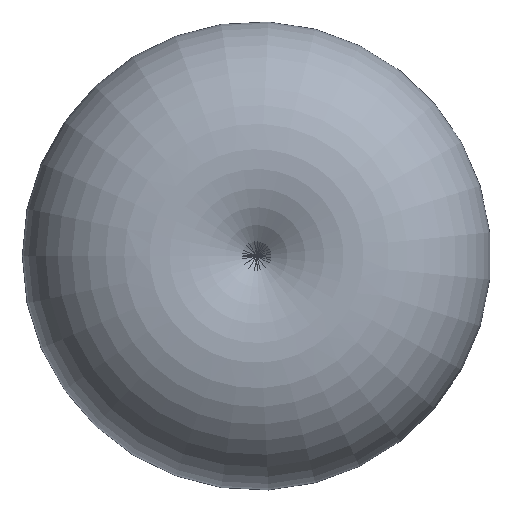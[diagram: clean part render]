
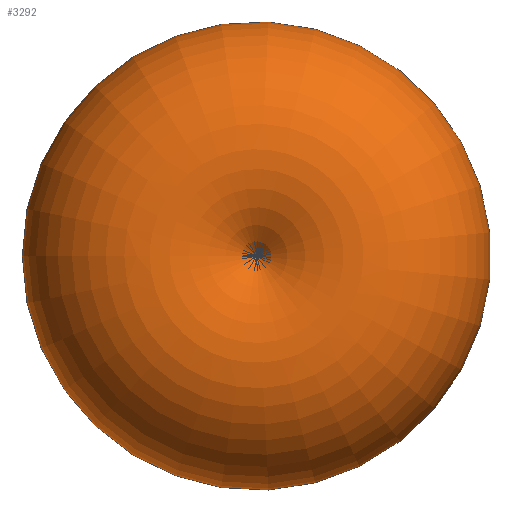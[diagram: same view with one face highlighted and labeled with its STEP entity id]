
A CAD part, left-side view. The second image highlights one B-rep face of the part: STEP entity #3292.
In plain terms, the highlighted toroidal (fillet/blend) face has major radius 103.415 mm and minor radius 143.514 mm.
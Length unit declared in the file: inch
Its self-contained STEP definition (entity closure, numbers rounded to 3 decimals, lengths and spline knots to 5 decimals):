
#791=DEGENERATE_TOROIDAL_SURFACE('',#3575,4.07144,5.65018,
 .F.);
#1245=CIRCLE('',#3571,5.65018);
#1246=CIRCLE('',#3573,5.65018);
#1331=B_SPLINE_CURVE_WITH_KNOTS('',3,(#6469,#6470,#6471,#6472,#6473,#6474,
#6475,#6476,#6477,#6478,#6479,#6480),.UNSPECIFIED.,.F.,.U.,(4,2,2,2,2,4),
(-11.51092,-10.40819,-8.64383,-6.28725,
-3.37016,0.),.UNSPECIFIED.);
#1336=B_SPLINE_CURVE_WITH_KNOTS('',3,(#6721,#6722,#6723,#6724,#6725,#6726,
#6727,#6728,#6729,#6730,#6731,#6732),.UNSPECIFIED.,.F.,.U.,(4,2,2,2,2,4),
(0.,1.10273,2.86709,5.22367,8.14076,
11.51092),.UNSPECIFIED.);
#1405=VERTEX_POINT('',#5300);
#1461=VERTEX_POINT('',#6287);
#1463=VERTEX_POINT('',#6368);
#1467=VERTEX_POINT('',#6455);
#1773=EDGE_CURVE('',#1463,#1467,#1331,.T.);
#1791=EDGE_CURVE('',#1461,#1405,#1336,.F.);
#1925=EDGE_CURVE('',#1467,#1461,#1245,.T.);
#1926=EDGE_CURVE('',#1405,#1463,#1246,.T.);
#2568=ORIENTED_EDGE('',*,*,#1773,.F.);
#2569=ORIENTED_EDGE('',*,*,#1926,.F.);
#2570=ORIENTED_EDGE('',*,*,#1791,.F.);
#2571=ORIENTED_EDGE('',*,*,#1925,.F.);
#2856=EDGE_LOOP('',(#2568,#2569,#2570,#2571));
#3075=FACE_BOUND('',#2856,.T.);
#3292=ADVANCED_FACE('',(#3075),#791,.T.);
#3571=AXIS2_PLACEMENT_3D('',#7527,#4162,#4163);
#3573=AXIS2_PLACEMENT_3D('',#7529,#4166,#4167);
#3575=AXIS2_PLACEMENT_3D('',#7533,#4171,$);
#4162=DIRECTION('',(0.,0.,-1.));
#4163=DIRECTION('',(-5.65,0.,0.));
#4166=DIRECTION('',(0.,0.,-1.));
#4167=DIRECTION('',(5.65,0.,0.));
#4171=DIRECTION('',(-1.,0.,0.));
#5300=CARTESIAN_POINT('',(0.71445,-1.53339,1.68898));
#6287=CARTESIAN_POINT('',(0.71445,1.53339,1.68898));
#6368=CARTESIAN_POINT('',(-0.71445,-1.53339,1.68898));
#6455=CARTESIAN_POINT('',(-0.71445,1.53339,1.68898));
#6469=CARTESIAN_POINT('',(-0.71445,-1.53339,1.68898));
#6470=CARTESIAN_POINT('',(-0.69809,-1.53547,1.84273));
#6471=CARTESIAN_POINT('',(-0.68145,-1.51387,1.99907));
#6472=CARTESIAN_POINT('',(-0.64038,-1.39859,2.38491));
#6473=CARTESIAN_POINT('',(-0.61689,-1.26809,2.6054));
#6474=CARTESIAN_POINT('',(-0.57309,-0.86443,3.01668));
#6475=CARTESIAN_POINT('',(-0.55605,-0.55196,3.17662));
#6476=CARTESIAN_POINT('',(-0.54456,0.18635,3.2845));
#6477=CARTESIAN_POINT('',(-0.55662,0.61476,3.17132));
#6478=CARTESIAN_POINT('',(-0.61433,1.31478,2.62948));
#6479=CARTESIAN_POINT('',(-0.66445,1.53976,2.15887));
#6480=CARTESIAN_POINT('',(-0.71445,1.53339,1.68898));
#6721=CARTESIAN_POINT('',(0.71445,-1.53339,1.68898));
#6722=CARTESIAN_POINT('',(0.69809,-1.53547,1.84273));
#6723=CARTESIAN_POINT('',(0.68145,-1.51387,1.99907));
#6724=CARTESIAN_POINT('',(0.64038,-1.39859,2.38491));
#6725=CARTESIAN_POINT('',(0.61689,-1.26809,2.6054));
#6726=CARTESIAN_POINT('',(0.57309,-0.86443,3.01668));
#6727=CARTESIAN_POINT('',(0.55605,-0.55196,3.17662));
#6728=CARTESIAN_POINT('',(0.54456,0.18635,3.2845));
#6729=CARTESIAN_POINT('',(0.55662,0.61476,3.17132));
#6730=CARTESIAN_POINT('',(0.61433,1.31478,2.62948));
#6731=CARTESIAN_POINT('',(0.66445,1.53976,2.15887));
#6732=CARTESIAN_POINT('',(0.71445,1.53339,1.68898));
#7527=CARTESIAN_POINT('',(0.,-4.07144,1.68898));
#7529=CARTESIAN_POINT('',(0.,4.07144,1.68898));
#7533=CARTESIAN_POINT('',(0.,0.,1.68898));
